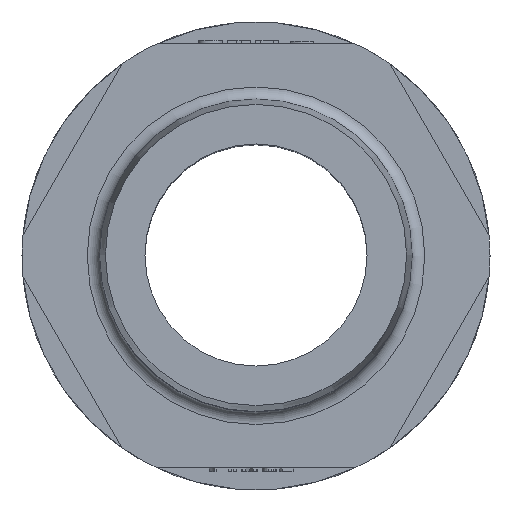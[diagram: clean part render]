
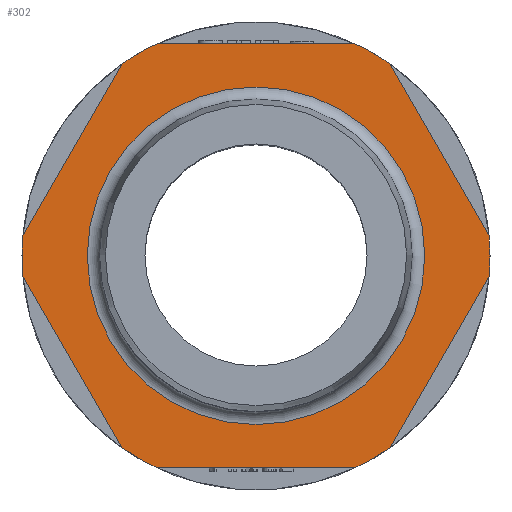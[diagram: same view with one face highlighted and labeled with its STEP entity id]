
A CAD part, top view. The second image highlights one B-rep face of the part: STEP entity #302.
In plain terms, the highlighted planar face has unit normal (0, 0, 1).
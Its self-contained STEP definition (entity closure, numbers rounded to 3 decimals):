
#252=CIRCLE('',#2861,13.45);
#259=CIRCLE('',#2873,18.65);
#261=CIRCLE('',#2875,18.65);
#263=CIRCLE('',#2877,18.65);
#265=CIRCLE('',#2879,18.65);
#267=CIRCLE('',#2881,18.65);
#269=CIRCLE('',#2883,18.65);
#302=ADVANCED_FACE('',(#910,#911),#453,.T.);
#453=PLANE('',#2889);
#543=LINE('',#3663,#686);
#549=LINE('',#3932,#692);
#555=LINE('',#4114,#698);
#559=LINE('',#4123,#702);
#565=LINE('',#4181,#708);
#566=LINE('',#4182,#709);
#686=VECTOR('',#3002,1.);
#692=VECTOR('',#3060,1.);
#698=VECTOR('',#3074,1.);
#702=VECTOR('',#3080,1.);
#708=VECTOR('',#3122,1.);
#709=VECTOR('',#3123,1.);
#910=FACE_BOUND('',#968,.T.);
#911=FACE_BOUND('',#969,.T.);
#968=EDGE_LOOP('',(#1297));
#969=EDGE_LOOP('',(#1298,#1299,#1300,#1301,#1302,#1303,#1304,#1305,#1306,
#1307,#1308,#1309));
#1297=ORIENTED_EDGE('',*,*,#2273,.T.);
#1298=ORIENTED_EDGE('',*,*,#2346,.F.);
#1299=ORIENTED_EDGE('',*,*,#2338,.F.);
#1300=ORIENTED_EDGE('',*,*,#2281,.F.);
#1301=ORIENTED_EDGE('',*,*,#2336,.F.);
#1302=ORIENTED_EDGE('',*,*,#2323,.F.);
#1303=ORIENTED_EDGE('',*,*,#2334,.F.);
#1304=ORIENTED_EDGE('',*,*,#2347,.F.);
#1305=ORIENTED_EDGE('',*,*,#2330,.F.);
#1306=ORIENTED_EDGE('',*,*,#2220,.F.);
#1307=ORIENTED_EDGE('',*,*,#2328,.F.);
#1308=ORIENTED_EDGE('',*,*,#2319,.F.);
#1309=ORIENTED_EDGE('',*,*,#2326,.F.);
#1945=VERTEX_POINT('',#3657);
#1948=VERTEX_POINT('',#3662);
#2001=VERTEX_POINT('',#3914);
#2006=VERTEX_POINT('',#3926);
#2009=VERTEX_POINT('',#3931);
#2044=VERTEX_POINT('',#4108);
#2047=VERTEX_POINT('',#4113);
#2049=VERTEX_POINT('',#4118);
#2051=VERTEX_POINT('',#4122);
#2054=VERTEX_POINT('',#4129);
#2055=VERTEX_POINT('',#4135);
#2058=VERTEX_POINT('',#4141);
#2059=VERTEX_POINT('',#4147);
#2220=EDGE_CURVE('',#1948,#1945,#543,.T.);
#2273=EDGE_CURVE('',#2001,#2001,#252,.T.);
#2281=EDGE_CURVE('',#2009,#2006,#549,.T.);
#2319=EDGE_CURVE('',#2047,#2044,#555,.T.);
#2323=EDGE_CURVE('',#2051,#2049,#559,.T.);
#2326=EDGE_CURVE('',#2054,#2047,#259,.T.);
#2328=EDGE_CURVE('',#2044,#1948,#261,.T.);
#2330=EDGE_CURVE('',#1945,#2055,#263,.T.);
#2334=EDGE_CURVE('',#2058,#2051,#265,.T.);
#2336=EDGE_CURVE('',#2049,#2009,#267,.T.);
#2338=EDGE_CURVE('',#2006,#2059,#269,.T.);
#2346=EDGE_CURVE('',#2059,#2054,#565,.T.);
#2347=EDGE_CURVE('',#2055,#2058,#566,.T.);
#2861=AXIS2_PLACEMENT_3D('',#3913,#3045,#3046);
#2873=AXIS2_PLACEMENT_3D('',#4130,#3086,#3087);
#2875=AXIS2_PLACEMENT_3D('',#4132,#3090,#3091);
#2877=AXIS2_PLACEMENT_3D('',#4134,#3094,#3095);
#2879=AXIS2_PLACEMENT_3D('',#4142,#3100,#3101);
#2881=AXIS2_PLACEMENT_3D('',#4144,#3104,#3105);
#2883=AXIS2_PLACEMENT_3D('',#4146,#3108,#3109);
#2889=AXIS2_PLACEMENT_3D('',#4183,#3124,#3125);
#3002=DIRECTION('',(-1.,0.,0.));
#3045=DIRECTION('',(0.,0.,-1.));
#3046=DIRECTION('',(1.,0.,0.));
#3060=DIRECTION('',(1.,0.,0.));
#3074=DIRECTION('',(-0.5,-0.866,0.));
#3080=DIRECTION('',(0.5,0.866,0.));
#3086=DIRECTION('',(0.,0.,-1.));
#3087=DIRECTION('',(1.,0.,0.));
#3090=DIRECTION('',(0.,0.,-1.));
#3091=DIRECTION('',(1.,0.,0.));
#3094=DIRECTION('',(0.,0.,-1.));
#3095=DIRECTION('',(1.,0.,0.));
#3100=DIRECTION('',(0.,0.,-1.));
#3101=DIRECTION('',(1.,0.,0.));
#3104=DIRECTION('',(0.,0.,-1.));
#3105=DIRECTION('',(1.,0.,0.));
#3108=DIRECTION('',(0.,0.,-1.));
#3109=DIRECTION('',(1.,0.,0.));
#3122=DIRECTION('',(0.5,-0.866,0.));
#3123=DIRECTION('',(-0.5,0.866,0.));
#3124=DIRECTION('',(0.,0.,1.));
#3125=DIRECTION('',(1.,0.,0.));
#3657=CARTESIAN_POINT('',(-416.887,46.6,-2.4));
#3662=CARTESIAN_POINT('',(-401.113,46.6,-2.4));
#3663=CARTESIAN_POINT('',(-392.,46.6,-2.4));
#3913=CARTESIAN_POINT('',(-409.,63.5,-2.4));
#3914=CARTESIAN_POINT('',(-395.55,63.5,-2.4));
#3926=CARTESIAN_POINT('',(-401.113,80.4,-2.4));
#3931=CARTESIAN_POINT('',(-416.887,80.4,-2.4));
#3932=CARTESIAN_POINT('',(-426.,80.4,-2.4));
#4108=CARTESIAN_POINT('',(-398.308,48.219,-2.4));
#4113=CARTESIAN_POINT('',(-390.42,61.881,-2.4));
#4114=CARTESIAN_POINT('',(-385.864,69.772,-2.4));
#4118=CARTESIAN_POINT('',(-419.692,78.781,-2.4));
#4122=CARTESIAN_POINT('',(-427.58,65.119,-2.4));
#4123=CARTESIAN_POINT('',(-432.136,57.228,-2.4));
#4129=CARTESIAN_POINT('',(-390.42,65.119,-2.4));
#4130=CARTESIAN_POINT('',(-409.,63.5,-2.4));
#4132=CARTESIAN_POINT('',(-409.,63.5,-2.4));
#4134=CARTESIAN_POINT('',(-409.,63.5,-2.4));
#4135=CARTESIAN_POINT('',(-419.692,48.219,-2.4));
#4141=CARTESIAN_POINT('',(-427.58,61.881,-2.4));
#4142=CARTESIAN_POINT('',(-409.,63.5,-2.4));
#4144=CARTESIAN_POINT('',(-409.,63.5,-2.4));
#4146=CARTESIAN_POINT('',(-409.,63.5,-2.4));
#4147=CARTESIAN_POINT('',(-398.308,78.781,-2.4));
#4181=CARTESIAN_POINT('',(-402.864,86.672,-2.4));
#4182=CARTESIAN_POINT('',(-415.136,40.328,-2.4));
#4183=CARTESIAN_POINT('',(-409.,63.5,-2.4));
